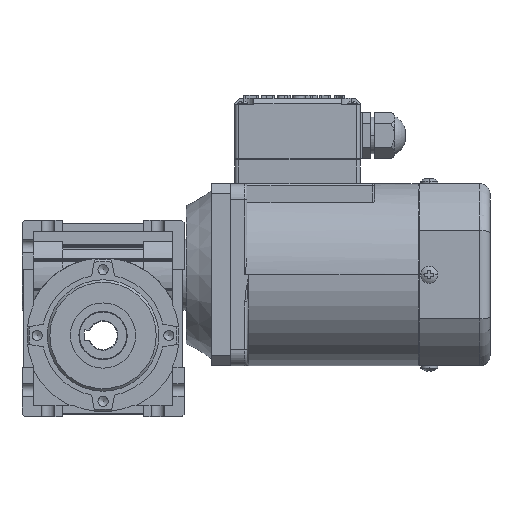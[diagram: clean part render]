
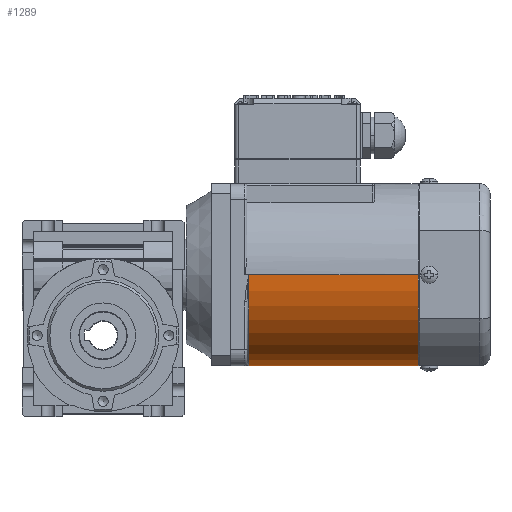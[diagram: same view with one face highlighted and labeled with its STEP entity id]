
A CAD part, left-side view. The second image highlights one B-rep face of the part: STEP entity #1289.
In plain terms, the highlighted cylindrical face has radius 45 mm (diameter 90 mm), a partial arc.
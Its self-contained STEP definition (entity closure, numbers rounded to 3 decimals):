
#666=CYLINDRICAL_SURFACE('',#17780,45.);
#1289=ADVANCED_FACE('',(#2794),#666,.T.);
#2794=FACE_OUTER_BOUND('',#3698,.T.);
#3698=EDGE_LOOP('',(#8585,#8586,#8587,#8588,#8589));
#4824=LINE('',#25360,#6338);
#4825=LINE('',#25361,#6339);
#6338=VECTOR('',#20099,1.);
#6339=VECTOR('',#20100,1.);
#8585=ORIENTED_EDGE('',*,*,#14692,.F.);
#8586=ORIENTED_EDGE('',*,*,#14693,.T.);
#8587=ORIENTED_EDGE('',*,*,#14691,.T.);
#8588=ORIENTED_EDGE('',*,*,#14694,.T.);
#8589=ORIENTED_EDGE('',*,*,#14695,.F.);
#12871=VERTEX_POINT('',#25350);
#12872=VERTEX_POINT('',#25352);
#12873=VERTEX_POINT('',#25358);
#12874=VERTEX_POINT('',#25359);
#12875=VERTEX_POINT('',#25362);
#14691=EDGE_CURVE('',#12871,#12872,#16877,.T.);
#14692=EDGE_CURVE('',#12873,#12874,#16878,.T.);
#14693=EDGE_CURVE('',#12873,#12871,#4824,.T.);
#14694=EDGE_CURVE('',#12872,#12875,#4825,.T.);
#14695=EDGE_CURVE('',#12874,#12875,#16879,.T.);
#16877=CIRCLE('',#17776,45.);
#16878=CIRCLE('',#17778,45.);
#16879=CIRCLE('',#17779,45.);
#17776=AXIS2_PLACEMENT_3D('',#25355,#20093,#20094);
#17778=AXIS2_PLACEMENT_3D('',#25357,#20097,#20098);
#17779=AXIS2_PLACEMENT_3D('',#25363,#20101,#20102);
#17780=AXIS2_PLACEMENT_3D('',#25364,#20103,#20104);
#20093=DIRECTION('',(0.,1.,0.));
#20094=DIRECTION('',(1.,0.,0.));
#20097=DIRECTION('',(0.,1.,0.));
#20098=DIRECTION('',(1.,0.,0.));
#20099=DIRECTION('',(0.,-1.,0.));
#20100=DIRECTION('',(0.,1.,0.));
#20101=DIRECTION('',(0.,1.,0.));
#20102=DIRECTION('',(0.,0.,-1.));
#20103=DIRECTION('',(0.,1.,0.));
#20104=DIRECTION('',(1.,0.,0.));
#25350=CARTESIAN_POINT('',(91.,11.5,-45.));
#25352=CARTESIAN_POINT('',(1.,11.5,-45.));
#25355=CARTESIAN_POINT('',(46.,11.5,-45.));
#25357=CARTESIAN_POINT('',(46.,95.,-45.));
#25358=CARTESIAN_POINT('',(91.,95.,-45.));
#25359=CARTESIAN_POINT('',(46.,95.,-90.));
#25360=CARTESIAN_POINT('',(91.,95.,-45.));
#25361=CARTESIAN_POINT('',(1.,11.5,-45.));
#25362=CARTESIAN_POINT('',(1.,95.,-45.));
#25363=CARTESIAN_POINT('',(46.,95.,-45.));
#25364=CARTESIAN_POINT('',(46.,9.83,-45.));
